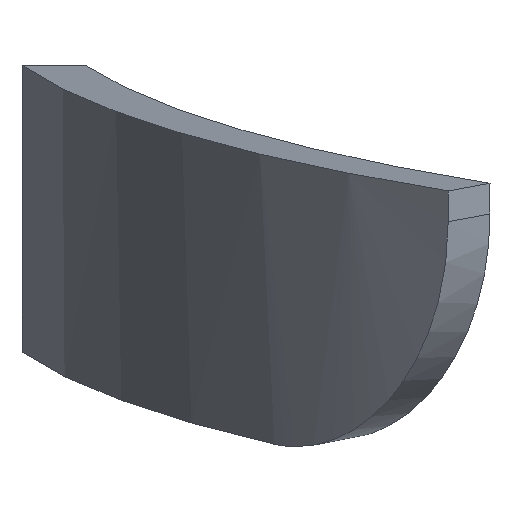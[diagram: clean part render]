
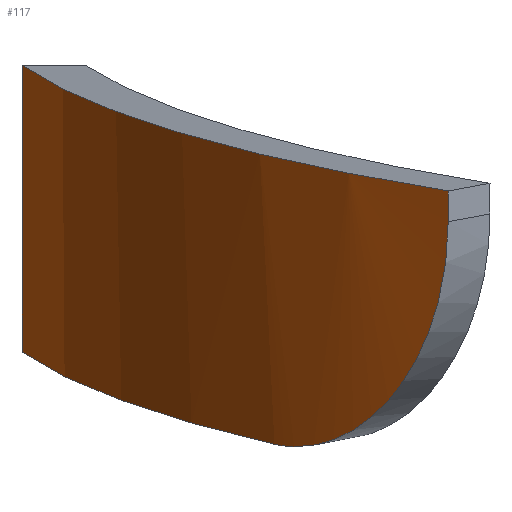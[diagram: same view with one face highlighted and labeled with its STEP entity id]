
A CAD part, top view. The second image highlights one B-rep face of the part: STEP entity #117.
In plain terms, the highlighted cylindrical face has radius 71.5 mm (diameter 143 mm), a partial arc.
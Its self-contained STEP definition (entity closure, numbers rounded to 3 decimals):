
#16=B_SPLINE_CURVE_WITH_KNOTS('',3,(#211,#212,#213,#214,#215,#216,#217,
#218,#219,#220),.UNSPECIFIED.,.F.,.F.,(4,2,2,2,4),(7.612,8.083,
8.554,9.028,9.502),.UNSPECIFIED.);
#19=CIRCLE('',#141,71.5);
#20=CIRCLE('',#142,71.5);
#22=CYLINDRICAL_SURFACE('',#140,71.5);
#26=FACE_OUTER_BOUND('',#33,.T.);
#33=EDGE_LOOP('',(#90,#91,#92,#93,#94));
#41=LINE('',#189,#50);
#43=LINE('',#222,#52);
#50=VECTOR('',#154,10.);
#52=VECTOR('',#166,10.);
#57=VERTEX_POINT('',#183);
#59=VERTEX_POINT('',#187);
#63=VERTEX_POINT('',#208);
#64=VERTEX_POINT('',#210);
#65=VERTEX_POINT('',#221);
#69=EDGE_CURVE('',#57,#59,#41,.T.);
#74=EDGE_CURVE('',#63,#59,#19,.T.);
#75=EDGE_CURVE('',#64,#63,#16,.T.);
#76=EDGE_CURVE('',#65,#64,#43,.T.);
#77=EDGE_CURVE('',#57,#65,#20,.T.);
#90=ORIENTED_EDGE('',*,*,#69,.T.);
#91=ORIENTED_EDGE('',*,*,#74,.F.);
#92=ORIENTED_EDGE('',*,*,#75,.F.);
#93=ORIENTED_EDGE('',*,*,#76,.F.);
#94=ORIENTED_EDGE('',*,*,#77,.F.);
#117=ADVANCED_FACE('',(#26),#22,.T.);
#140=AXIS2_PLACEMENT_3D('',#207,#162,#163);
#141=AXIS2_PLACEMENT_3D('',#209,#164,#165);
#142=AXIS2_PLACEMENT_3D('',#223,#167,#168);
#154=DIRECTION('',(0.,-0.985,-0.174));
#162=DIRECTION('center_axis',(0.,-0.985,
-0.174));
#163=DIRECTION('ref_axis',(-0.999,-0.007,0.038));
#164=DIRECTION('center_axis',(0.,-0.985,
-0.174));
#165=DIRECTION('ref_axis',(-0.999,-0.007,0.038));
#166=DIRECTION('',(0.,-0.985,-0.174));
#167=DIRECTION('center_axis',(0.,0.985,0.174));
#168=DIRECTION('ref_axis',(-0.999,-0.007,0.038));
#183=CARTESIAN_POINT('',(-90.514,387.853,-416.571));
#187=CARTESIAN_POINT('',(-90.514,374.066,-419.002));
#189=CARTESIAN_POINT('',(-90.514,388.838,-416.398));
#207=CARTESIAN_POINT('Origin',(-21.056,391.784,-433.106));
#208=CARTESIAN_POINT('',(-78.373,369.59,-393.617));
#209=CARTESIAN_POINT('Origin',(-21.056,377.012,-435.711));
#210=CARTESIAN_POINT('',(-70.018,380.274,-382.226));
#211=CARTESIAN_POINT('Ctrl Pts',(-70.018,380.274,-382.226));
#212=CARTESIAN_POINT('Ctrl Pts',(-70.018,378.728,-382.499));
#213=CARTESIAN_POINT('Ctrl Pts',(-70.248,377.116,-383.));
#214=CARTESIAN_POINT('Ctrl Pts',(-71.166,374.237,-384.407));
#215=CARTESIAN_POINT('Ctrl Pts',(-71.852,372.97,-385.316));
#216=CARTESIAN_POINT('Ctrl Pts',(-73.396,371.058,-387.285));
#217=CARTESIAN_POINT('Ctrl Pts',(-74.357,370.289,-388.478));
#218=CARTESIAN_POINT('Ctrl Pts',(-76.374,369.445,-391.019));
#219=CARTESIAN_POINT('Ctrl Pts',(-77.429,369.37,-392.37));
#220=CARTESIAN_POINT('Ctrl Pts',(-78.373,369.59,-393.617));
#221=CARTESIAN_POINT('',(-70.018,381.752,-381.966));
#222=CARTESIAN_POINT('',(-70.018,397.509,-379.187));
#223=CARTESIAN_POINT('Origin',(-21.056,390.8,-433.28));
